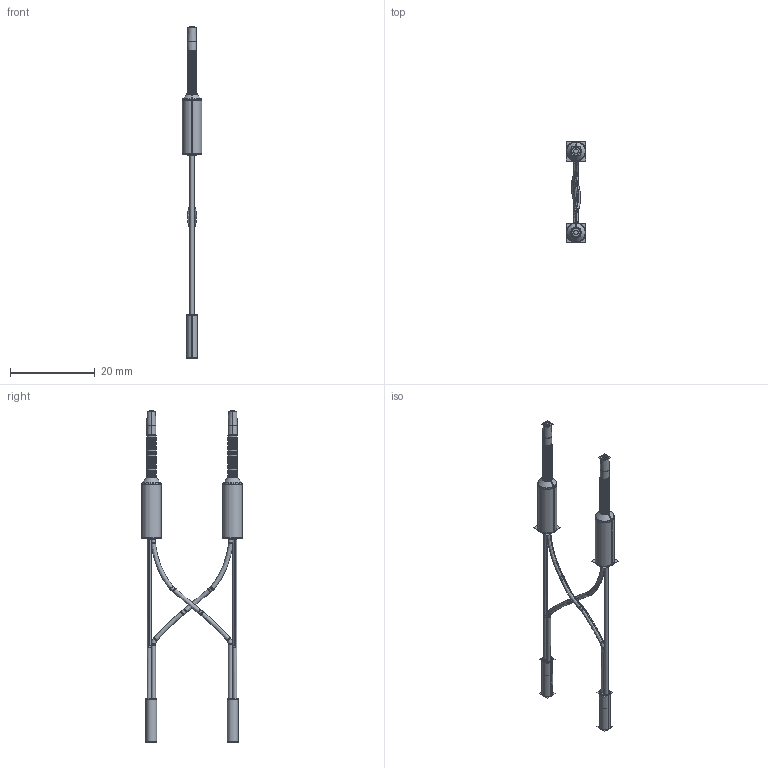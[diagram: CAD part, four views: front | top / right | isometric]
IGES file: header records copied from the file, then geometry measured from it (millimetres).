
Start section:  PTC IGES file: 166409.igs
Global section: file name: 166409.igs; native system: Creo Parametric by Parametric Technology Corporation; preprocessor: 2013230; author: pdmadmin; organization: Unknown; date: 20160203.173153; units: millimetre
Bounding box: 4.6 x 23.85 x 78.53 mm (x, y, z)
Volume: 646.4 mm3; surface area: 12293 mm2
Topology: 10 solids, 10 shells, 1344 faces, 7208 edges, 9460 vertices
Faces by surface type: revolution 1288, bspline 56
